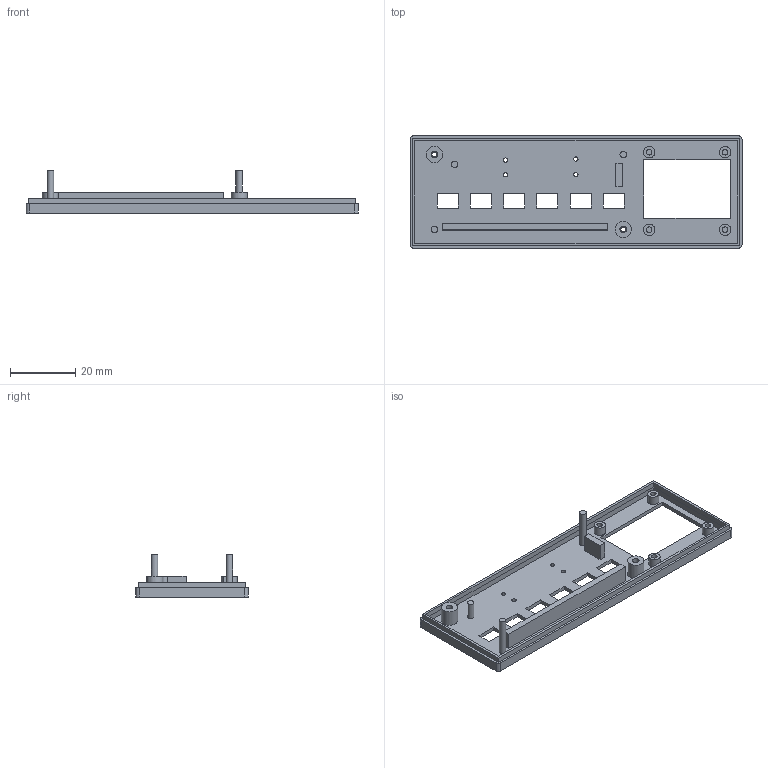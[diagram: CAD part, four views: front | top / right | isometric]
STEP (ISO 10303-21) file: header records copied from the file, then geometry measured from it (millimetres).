
FILE_DESCRIPTION(/* description */ ('STEP AP242','CAx-IF Rec.Pracs.---Representation and Presentation of Product Manufacturing Information (PMI)---4.0---2014-10-13','CAx-IF Rec.Pracs.---3D Tessellated Geometry---0.4---2014-09-14','2;1','CAx-IF Rec.Pracs.---User Defined Attributes---1.5---2016-08-15'),/* implementation_level */ '2;1');
FILE_NAME(/* name */ '6919a79c927ea5494680c704',/* time_stamp */ '2025-11-16T10:29:49Z',/* author */ (''),/* organization */ (''),/* preprocessor_version */ 'ST-DEVELOPER v20',/* originating_system */ 'ONSHAPE BY PTC INC, 1.206',/* authorisation */ ' ');
FILE_SCHEMA (('AP242_MANAGED_MODEL_BASED_3D_ENGINEERING_MIM_LF { 1 0 10303 442 1 1 4 }'));
Length unit declared in the file: metre
Products named in the file (1): Part 1
Bounding box: 102 x 34.5 x 13 mm (x, y, z)
Volume: 5434.6 mm3; surface area: 9426.9 mm2
Topology: 1 solids, 1 shells, 102 faces, 233 edges, 154 vertices
Faces by surface type: plane 75, cylinder 27
Full cylindrical faces by diameter (mm): 1.3 x4, 1.5 x2, 1.7 x4, 1.99 x2, 2 x3, 3 x2, 3.5 x4, 5 x2
Entity records: 2818 total; most frequent: DIRECTION 470, CARTESIAN_POINT 467, ORIENTED_EDGE 420, EDGE_CURVE 210, EDGE_LOOP 172, FACE_BOUND 172, AXIS2_PLACEMENT_3D 157, LINE 156
